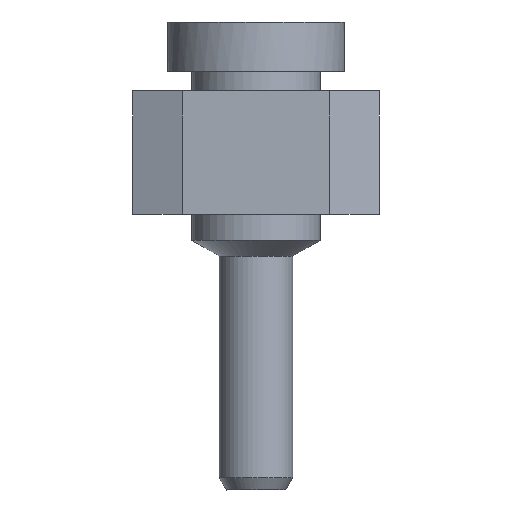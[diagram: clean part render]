
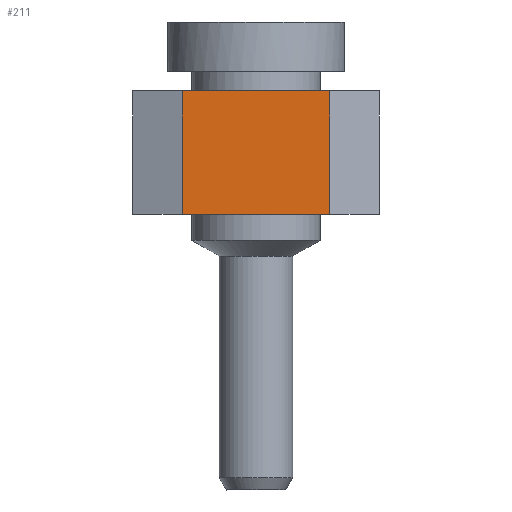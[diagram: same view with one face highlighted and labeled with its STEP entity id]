
A CAD part, front view. The second image highlights one B-rep face of the part: STEP entity #211.
In plain terms, the highlighted planar face has unit normal (0, -1, 0).
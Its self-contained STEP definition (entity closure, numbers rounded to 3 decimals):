
#211=ADVANCED_FACE('',(#363),#2179,.T.);
#363=FACE_OUTER_BOUND('',#531,.T.);
#531=EDGE_LOOP('',(#1032,#1033,#1034,#1035));
#1032=ORIENTED_EDGE('',*,*,#1493,.F.);
#1033=ORIENTED_EDGE('',*,*,#1494,.F.);
#1034=ORIENTED_EDGE('',*,*,#1495,.F.);
#1035=ORIENTED_EDGE('',*,*,#1492,.F.);
#1492=EDGE_CURVE('',#2084,#2085,#1866,.T.);
#1493=EDGE_CURVE('',#2086,#2084,#1867,.T.);
#1494=EDGE_CURVE('',#2087,#2086,#1868,.T.);
#1495=EDGE_CURVE('',#2085,#2087,#1869,.T.);
#1866=B_SPLINE_CURVE_WITH_KNOTS('',1,(#4590,#4591),.UNSPECIFIED.,.F.,.F.,
(2,2),(-0.05,0.),.UNSPECIFIED.);
#1867=B_SPLINE_CURVE_WITH_KNOTS('',1,(#4592,#4593),.UNSPECIFIED.,.F.,.F.,
(2,2),(-0.06,0.),.UNSPECIFIED.);
#1868=B_SPLINE_CURVE_WITH_KNOTS('',1,(#4594,#4595),.UNSPECIFIED.,.F.,.F.,
(2,2),(0.,0.05),.UNSPECIFIED.);
#1869=B_SPLINE_CURVE_WITH_KNOTS('',1,(#4596,#4597),.UNSPECIFIED.,.F.,.F.,
(2,2),(0.,0.06),.UNSPECIFIED.);
#2084=VERTEX_POINT('',#4494);
#2085=VERTEX_POINT('',#4495);
#2086=VERTEX_POINT('',#4496);
#2087=VERTEX_POINT('',#4497);
#2179=PLANE('',#2351);
#2351=AXIS2_PLACEMENT_3D('',#4377,#2402,$);
#2402=DIRECTION('',(0.,-1.,0.));
#4377=CARTESIAN_POINT('',(16.185,-8.89,-14.897));
#4494=CARTESIAN_POINT('',(-0.762,-8.89,0.5));
#4495=CARTESIAN_POINT('',(-0.762,-8.89,1.77));
#4496=CARTESIAN_POINT('',(0.762,-8.89,0.5));
#4497=CARTESIAN_POINT('',(0.762,-8.89,1.77));
#4590=CARTESIAN_POINT('',(-0.762,-8.89,0.5));
#4591=CARTESIAN_POINT('',(-0.762,-8.89,1.77));
#4592=CARTESIAN_POINT('',(0.762,-8.89,0.5));
#4593=CARTESIAN_POINT('',(-0.762,-8.89,0.5));
#4594=CARTESIAN_POINT('',(0.762,-8.89,1.77));
#4595=CARTESIAN_POINT('',(0.762,-8.89,0.5));
#4596=CARTESIAN_POINT('',(-0.762,-8.89,1.77));
#4597=CARTESIAN_POINT('',(0.762,-8.89,1.77));
